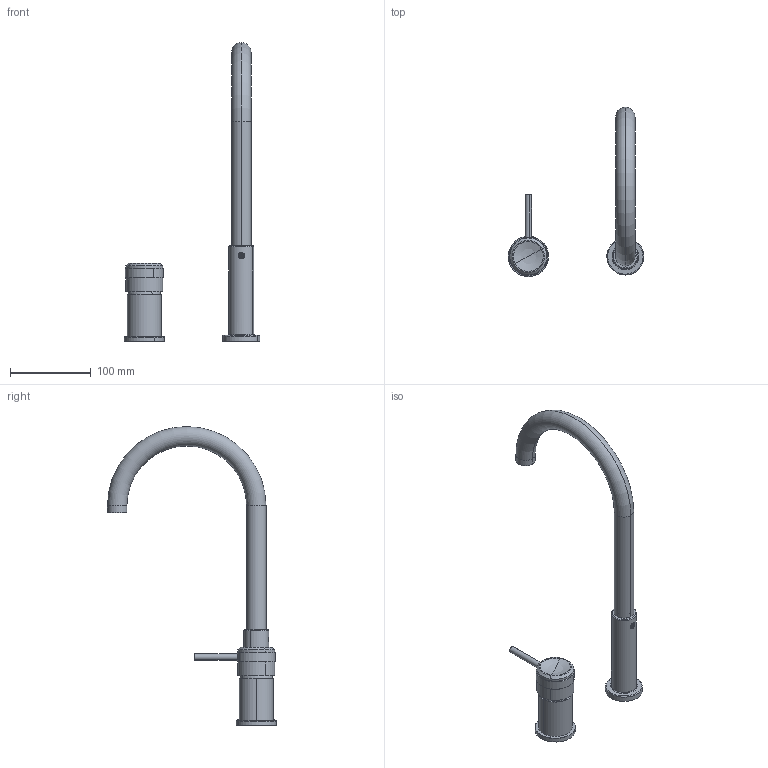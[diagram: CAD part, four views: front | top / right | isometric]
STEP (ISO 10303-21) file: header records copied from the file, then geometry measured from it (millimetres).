
FILE_DESCRIPTION(('CATIA V5 STEP Exchange','CAx-IF Rec.Pracs.--- Model Styling and Organization---1.5--- 2016-08-15','CAx-IF Rec.Pracs.---Supplemental Geometry---1.0---2011-11-01','CAx-IF Rec.Pracs.--- Composite Materials ---3.4---2017-06-13','CAx-IF Rec.Pracs.---Tessellated 3D Geometry---1.0---2015-12-17'),'2;1');
FILE_NAME('CR006510xx.stp','2024-01-31T13:05:32+00:00',('none'),('none'),'CATIA Version 5-6 Release 2020 SP2','CATIA V5 STEP AP242 v2','none');
FILE_SCHEMA(('AP242_MANAGED_MODEL_BASED_3D_ENGINEERING_MIM_LF {1 0 10303 442 1 1 4}'));
Length unit declared in the file: millimetre
Products named in the file (1): Product9_AllCATPart
Bounding box: 167.89 x 208.99 x 369.5 mm (x, y, z)
Volume: 238323.3 mm3; surface area: 133241.8 mm2
Topology: 14 solids, 14 shells, 631 faces, 1536 edges, 977 vertices
Faces by surface type: cylinder 211, cone 179, plane 157, torus 76, sphere 4, bspline 4
Entity records: 17990 total; most frequent: CARTESIAN_POINT 4678, ORIENTED_EDGE 3042, DIRECTION 2023, EDGE_CURVE 1520, AXIS2_PLACEMENT_3D 1145, VERTEX_POINT 966, CIRCLE 768, EDGE_LOOP 701
